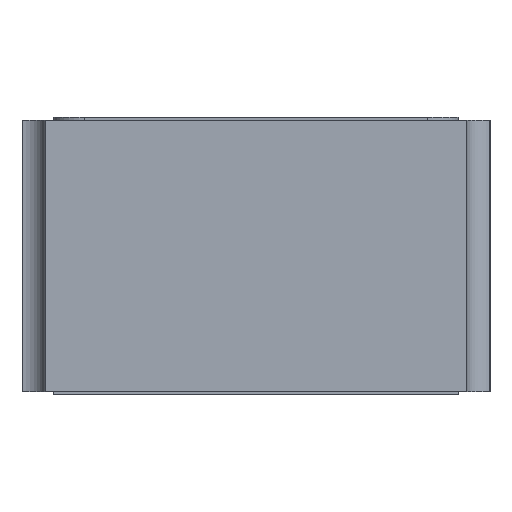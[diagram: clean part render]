
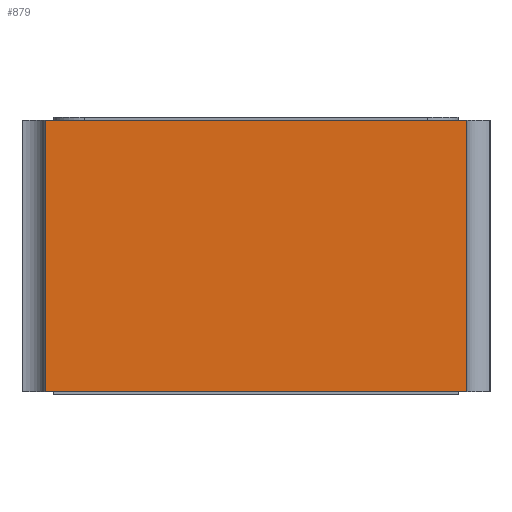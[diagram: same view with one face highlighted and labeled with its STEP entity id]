
A CAD part, left-side view. The second image highlights one B-rep face of the part: STEP entity #879.
In plain terms, the highlighted planar face has unit normal (-1, 0, 0).
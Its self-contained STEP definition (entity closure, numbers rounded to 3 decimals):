
#32 = EDGE_CURVE ( 'NONE', #1467, #610, #462, .T. ) ;
#43 = DIRECTION ( 'NONE',  ( 0., 0., -1. ) ) ;
#123 = CARTESIAN_POINT ( 'NONE',  ( -1.6, 0.675, 0.88 ) ) ;
#161 = LINE ( 'NONE', #575, #1174 ) ;
#212 = FACE_OUTER_BOUND ( 'NONE', #1385, .T. ) ;
#253 = CARTESIAN_POINT ( 'NONE',  ( -1.6, -0.675, 0.01 ) ) ;
#270 = VECTOR ( 'NONE', #1134, 1000. ) ;
#295 = CARTESIAN_POINT ( 'NONE',  ( -1.6, 0.675, 0. ) ) ;
#300 = DIRECTION ( 'NONE',  ( -1., 0., 0. ) ) ;
#332 = DIRECTION ( 'NONE',  ( 0., 0., 1. ) ) ;
#350 = CARTESIAN_POINT ( 'NONE',  ( -1.6, -0.675, 0. ) ) ;
#462 = LINE ( 'NONE', #557, #744 ) ;
#553 = CARTESIAN_POINT ( 'NONE',  ( -1.6, 0.675, 0.01 ) ) ;
#557 = CARTESIAN_POINT ( 'NONE',  ( -1.6, 0., 0.01 ) ) ;
#560 = DIRECTION ( 'NONE',  ( 0., -1., 0. ) ) ;
#575 = CARTESIAN_POINT ( 'NONE',  ( -1.6, 0., 0.88 ) ) ;
#610 = VERTEX_POINT ( 'NONE', #253 ) ;
#709 = CARTESIAN_POINT ( 'NONE',  ( -1.6, 0., 0. ) ) ;
#744 = VECTOR ( 'NONE', #1247, 1000. ) ;
#867 = ORIENTED_EDGE ( 'NONE', *, *, #1002, .T. ) ;
#879 = ADVANCED_FACE ( 'NONE', ( #212 ), #1220, .T. ) ;
#1002 = EDGE_CURVE ( 'NONE', #610, #1579, #1254, .T. ) ;
#1080 = VECTOR ( 'NONE', #43, 1000. ) ;
#1116 = ORIENTED_EDGE ( 'NONE', *, *, #1370, .F. ) ;
#1134 = DIRECTION ( 'NONE',  ( 0., 0., 1. ) ) ;
#1164 = ORIENTED_EDGE ( 'NONE', *, *, #1432, .T. ) ;
#1174 = VECTOR ( 'NONE', #560, 1000. ) ;
#1220 = PLANE ( 'NONE',  #1433 ) ;
#1247 = DIRECTION ( 'NONE',  ( 0., -1., 0. ) ) ;
#1254 = LINE ( 'NONE', #350, #270 ) ;
#1285 = VERTEX_POINT ( 'NONE', #123 ) ;
#1367 = LINE ( 'NONE', #295, #1080 ) ;
#1370 = EDGE_CURVE ( 'NONE', #1285, #1579, #161, .T. ) ;
#1385 = EDGE_LOOP ( 'NONE', ( #1439, #867, #1116, #1164 ) ) ;
#1432 = EDGE_CURVE ( 'NONE', #1285, #1467, #1367, .T. ) ;
#1433 = AXIS2_PLACEMENT_3D ( 'NONE', #709, #300, #332 ) ;
#1439 = ORIENTED_EDGE ( 'NONE', *, *, #32, .T. ) ;
#1467 = VERTEX_POINT ( 'NONE', #553 ) ;
#1527 = CARTESIAN_POINT ( 'NONE',  ( -1.6, -0.675, 0.88 ) ) ;
#1579 = VERTEX_POINT ( 'NONE', #1527 ) ;
